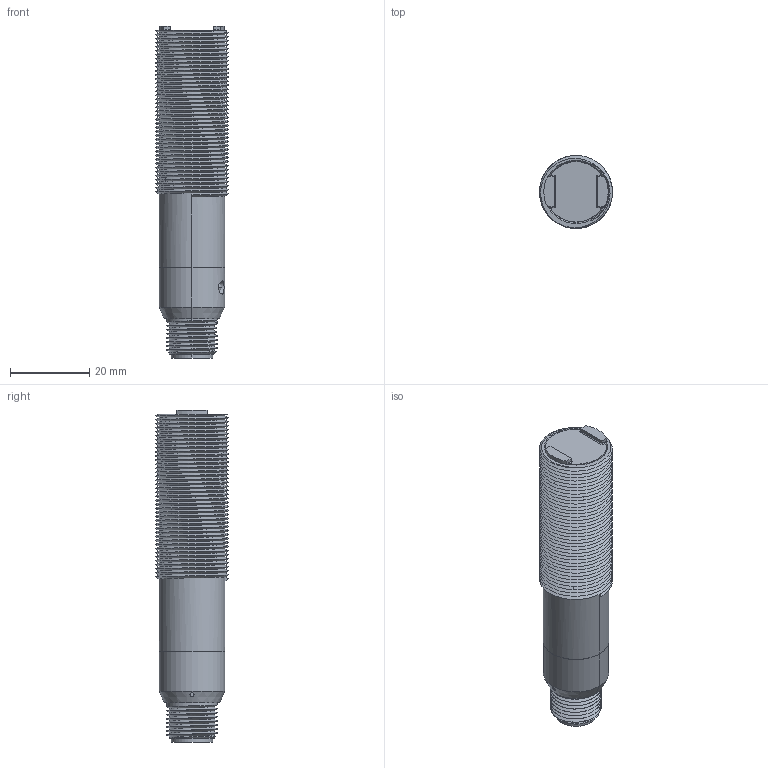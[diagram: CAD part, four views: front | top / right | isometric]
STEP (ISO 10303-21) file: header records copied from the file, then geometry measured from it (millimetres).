
FILE_DESCRIPTION((''),'2;1');
FILE_NAME('155349_SW','2011-02-03T',('banengservice'),('BANNER ENGINEERING'),'PRO/ENGINEER BY PARAMETRIC TECHNOLOGY CORPORATION, 2009141','PRO/ENGINEER BY PARAMETRIC TECHNOLOGY CORPORATION, 2009141','');
FILE_SCHEMA(('CONFIG_CONTROL_DESIGN'));
Length unit declared in the file: inch
Products named in the file (1): 155349_SW
Bounding box: 18.35 x 18.35 x 83.7 mm (x, y, z)
Volume: 5863.4 mm3; surface area: 12234.9 mm2
Topology: 1 solids, 3 shells, 347 faces, 902 edges, 581 vertices
Faces by surface type: cylinder 182, plane 98, bspline 41, cone 16, sphere 4, revolution 4, torus 2
Entity records: 34066 total; most frequent: CARTESIAN_POINT 26103, ORIENTED_EDGE 1788, DIRECTION 1400, EDGE_CURVE 894, VERTEX_POINT 581, AXIS2_PLACEMENT_3D 502, VECTOR 392, LINE 392
